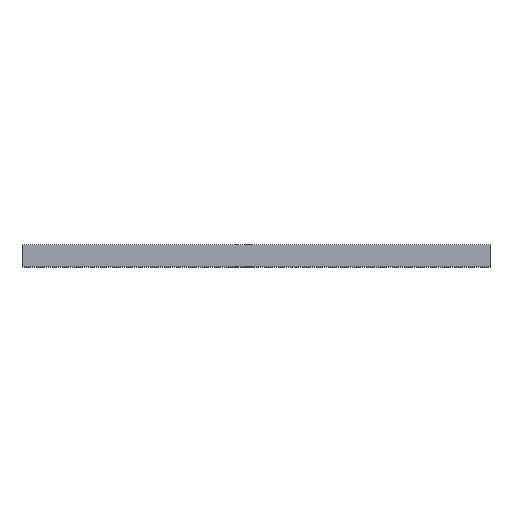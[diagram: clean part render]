
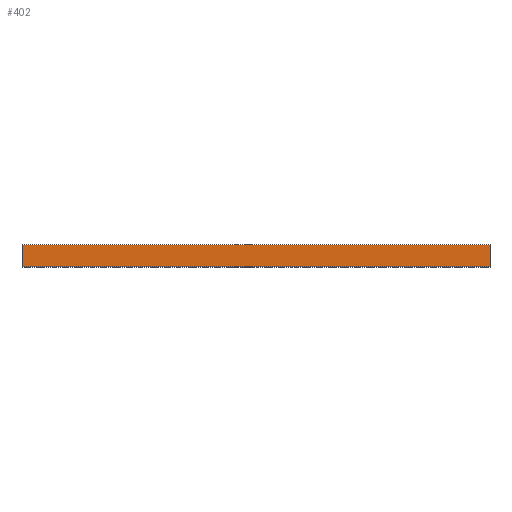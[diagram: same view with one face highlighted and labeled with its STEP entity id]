
A CAD part, top view. The second image highlights one B-rep face of the part: STEP entity #402.
In plain terms, the highlighted planar face has unit normal (0, 0, 1).
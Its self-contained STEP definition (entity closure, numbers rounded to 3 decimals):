
#317 = DIRECTION ( 'NONE',  ( 1., 0., 0. ) ) ;
#321 = CARTESIAN_POINT ( 'NONE',  ( 1956., 0., -24.2 ) ) ;
#402 = ADVANCED_FACE ( 'NONE', ( #1585 ), #3569, .T. ) ;
#473 = ORIENTED_EDGE ( 'NONE', *, *, #3741, .F. ) ;
#639 = LINE ( 'NONE', #736, #1437 ) ;
#655 = DIRECTION ( 'NONE',  ( 0., 0., 1. ) ) ;
#736 = CARTESIAN_POINT ( 'NONE',  ( 1956., 1.8, -24.2 ) ) ;
#737 = DIRECTION ( 'NONE',  ( 0., 1., 0. ) ) ;
#1020 = AXIS2_PLACEMENT_3D ( 'NONE', #5377, #655, #317 ) ;
#1263 = LINE ( 'NONE', #4478, #4299 ) ;
#1291 = DIRECTION ( 'NONE',  ( -1., 0., 0. ) ) ;
#1305 = LINE ( 'NONE', #321, #5838 ) ;
#1437 = VECTOR ( 'NONE', #1291, 1000. ) ;
#1511 = LINE ( 'NONE', #5022, #4584 ) ;
#1585 = FACE_OUTER_BOUND ( 'NONE', #3811, .T. ) ;
#1732 = ORIENTED_EDGE ( 'NONE', *, *, #1737, .T. ) ;
#1737 = EDGE_CURVE ( 'NONE', #5227, #4764, #1305, .T. ) ;
#2480 = ORIENTED_EDGE ( 'NONE', *, *, #4887, .T. ) ;
#2690 = ORIENTED_EDGE ( 'NONE', *, *, #3157, .F. ) ;
#2862 = CARTESIAN_POINT ( 'NONE',  ( 1956., 94.15, -24.2 ) ) ;
#3157 = EDGE_CURVE ( 'NONE', #5227, #4467, #639, .T. ) ;
#3368 = VERTEX_POINT ( 'NONE', #5700 ) ;
#3569 = PLANE ( 'NONE',  #1020 ) ;
#3722 = DIRECTION ( 'NONE',  ( 0., 1., 0. ) ) ;
#3741 = EDGE_CURVE ( 'NONE', #4467, #3368, #1511, .T. ) ;
#3811 = EDGE_LOOP ( 'NONE', ( #2480, #473, #2690, #1732 ) ) ;
#4299 = VECTOR ( 'NONE', #4886, 1000. ) ;
#4467 = VERTEX_POINT ( 'NONE', #5733 ) ;
#4469 = CARTESIAN_POINT ( 'NONE',  ( 1956., 1.8, -24.2 ) ) ;
#4478 = CARTESIAN_POINT ( 'NONE',  ( 1956., 94.15, -24.2 ) ) ;
#4584 = VECTOR ( 'NONE', #3722, 1000. ) ;
#4764 = VERTEX_POINT ( 'NONE', #2862 ) ;
#4886 = DIRECTION ( 'NONE',  ( -1., 0., 0. ) ) ;
#4887 = EDGE_CURVE ( 'NONE', #4764, #3368, #1263, .T. ) ;
#5022 = CARTESIAN_POINT ( 'NONE',  ( 0., 0., -24.2 ) ) ;
#5227 = VERTEX_POINT ( 'NONE', #4469 ) ;
#5377 = CARTESIAN_POINT ( 'NONE',  ( 1956., 0., -24.2 ) ) ;
#5700 = CARTESIAN_POINT ( 'NONE',  ( 0., 94.15, -24.2 ) ) ;
#5733 = CARTESIAN_POINT ( 'NONE',  ( 0., 1.8, -24.2 ) ) ;
#5838 = VECTOR ( 'NONE', #737, 1000. ) ;
